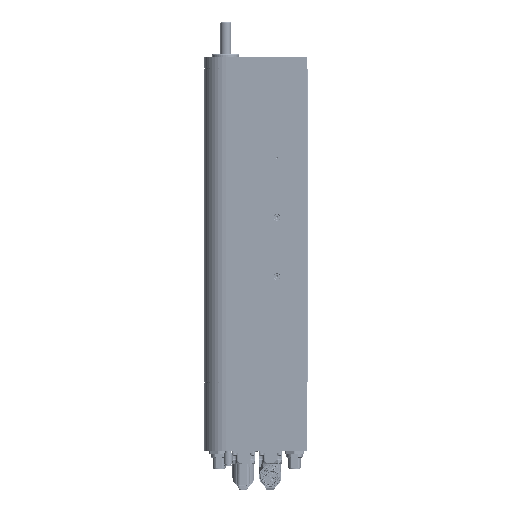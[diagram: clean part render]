
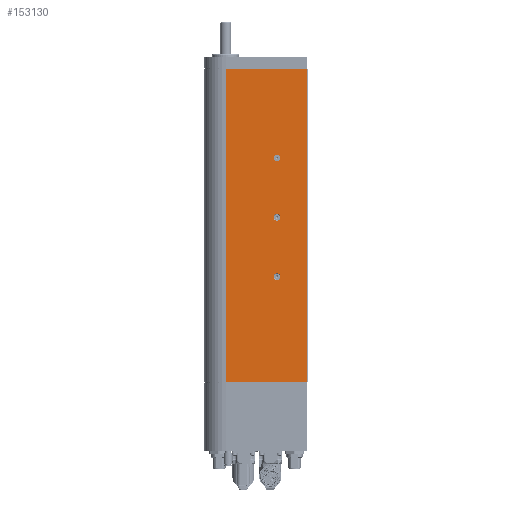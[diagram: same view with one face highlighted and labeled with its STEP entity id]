
A CAD part, left-side view. The second image highlights one B-rep face of the part: STEP entity #153130.
In plain terms, the highlighted face is planar.
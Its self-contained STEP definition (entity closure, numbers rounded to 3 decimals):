
#2355 = VERTEX_POINT ( 'NONE', #123714 ) ;
#9557 = CARTESIAN_POINT ( 'NONE',  ( 20., -47.5, 83. ) ) ;
#12945 = CARTESIAN_POINT ( 'NONE',  ( 20., -47.5, 134.85 ) ) ;
#17023 = EDGE_LOOP ( 'NONE', ( #61378, #92520, #41645, #150759 ) ) ;
#17112 = VECTOR ( 'NONE', #142338, 1000. ) ;
#17932 = DIRECTION ( 'NONE',  ( -1., 0., 0. ) ) ;
#19100 = EDGE_CURVE ( 'NONE', #166269, #166269, #42936, .T. ) ;
#20290 = CARTESIAN_POINT ( 'NONE',  ( 20., 0., 0. ) ) ;
#21715 = EDGE_CURVE ( 'NONE', #94956, #56838, #70624, .T. ) ;
#24131 = LINE ( 'NONE', #101520, #57299 ) ;
#25050 = ORIENTED_EDGE ( 'NONE', *, *, #61515, .F. ) ;
#28006 = ORIENTED_EDGE ( 'NONE', *, *, #76007, .F. ) ;
#28349 = CARTESIAN_POINT ( 'NONE',  ( 20., -47.5, 193. ) ) ;
#30211 = ORIENTED_EDGE ( 'NONE', *, *, #19100, .F. ) ;
#35874 = CARTESIAN_POINT ( 'NONE',  ( 20., -47.5, 138. ) ) ;
#36468 = DIRECTION ( 'NONE',  ( 0., 0., -1. ) ) ;
#39563 = CARTESIAN_POINT ( 'NONE',  ( 20., -47.5, 189.85 ) ) ;
#40780 = VERTEX_POINT ( 'NONE', #12945 ) ;
#41645 = ORIENTED_EDGE ( 'NONE', *, *, #185851, .T. ) ;
#42936 = CIRCLE ( 'NONE', #188603, 3.15 ) ;
#45174 = DIRECTION ( 'NONE',  ( 0., 0., -1. ) ) ;
#50082 = LINE ( 'NONE', #20290, #17112 ) ;
#52655 = CIRCLE ( 'NONE', #93885, 3.15 ) ;
#56838 = VERTEX_POINT ( 'NONE', #174005 ) ;
#57299 = VECTOR ( 'NONE', #162975, 1000. ) ;
#58184 = CARTESIAN_POINT ( 'NONE',  ( 20., -47.5, 79.85 ) ) ;
#60657 = DIRECTION ( 'NONE',  ( 0., -1., 0. ) ) ;
#60786 = CARTESIAN_POINT ( 'NONE',  ( 20., -75.5, 291. ) ) ;
#61378 = ORIENTED_EDGE ( 'NONE', *, *, #183016, .F. ) ;
#61515 = EDGE_CURVE ( 'NONE', #40780, #40780, #52655, .T. ) ;
#62738 = CARTESIAN_POINT ( 'NONE',  ( 20., 0., 0. ) ) ;
#62977 = EDGE_LOOP ( 'NONE', ( #25050 ) ) ;
#63139 = EDGE_LOOP ( 'NONE', ( #30211 ) ) ;
#63812 = CIRCLE ( 'NONE', #73301, 3.15 ) ;
#66269 = DIRECTION ( 'NONE',  ( 1., 0., 0. ) ) ;
#70624 = LINE ( 'NONE', #101401, #152828 ) ;
#71538 = LINE ( 'NONE', #72528, #93232 ) ;
#72528 = CARTESIAN_POINT ( 'NONE',  ( 20., 0., 291. ) ) ;
#73301 = AXIS2_PLACEMENT_3D ( 'NONE', #28349, #89835, #45174 ) ;
#75576 = PLANE ( 'NONE',  #148411 ) ;
#76007 = EDGE_CURVE ( 'NONE', #144725, #144725, #63812, .T. ) ;
#79863 = EDGE_CURVE ( 'NONE', #2355, #84106, #71538, .T. ) ;
#84106 = VERTEX_POINT ( 'NONE', #62738 ) ;
#89835 = DIRECTION ( 'NONE',  ( 1., 0., 0. ) ) ;
#92520 = ORIENTED_EDGE ( 'NONE', *, *, #21715, .T. ) ;
#93232 = VECTOR ( 'NONE', #162771, 1000. ) ;
#93885 = AXIS2_PLACEMENT_3D ( 'NONE', #35874, #96401, #156878 ) ;
#94956 = VERTEX_POINT ( 'NONE', #60786 ) ;
#96401 = DIRECTION ( 'NONE',  ( 1., 0., 0. ) ) ;
#101401 = CARTESIAN_POINT ( 'NONE',  ( 20., -75.5, 291. ) ) ;
#101520 = CARTESIAN_POINT ( 'NONE',  ( 20., 0., 291. ) ) ;
#107290 = FACE_OUTER_BOUND ( 'NONE', #17023, .T. ) ;
#109221 = FACE_BOUND ( 'NONE', #109507, .T. ) ;
#109507 = EDGE_LOOP ( 'NONE', ( #28006 ) ) ;
#123714 = CARTESIAN_POINT ( 'NONE',  ( 20., 0., 291. ) ) ;
#142338 = DIRECTION ( 'NONE',  ( 0., 1., 0. ) ) ;
#144725 = VERTEX_POINT ( 'NONE', #39563 ) ;
#146986 = DIRECTION ( 'NONE',  ( 0., 0., -1. ) ) ;
#148411 = AXIS2_PLACEMENT_3D ( 'NONE', #168733, #17932, #60657 ) ;
#150759 = ORIENTED_EDGE ( 'NONE', *, *, #79863, .F. ) ;
#150923 = FACE_BOUND ( 'NONE', #63139, .T. ) ;
#152828 = VECTOR ( 'NONE', #146986, 1000. ) ;
#153130 = ADVANCED_FACE ( 'NONE', ( #109221, #150923, #183573, #107290 ), #75576, .F. ) ;
#156878 = DIRECTION ( 'NONE',  ( 0., 0., -1. ) ) ;
#162771 = DIRECTION ( 'NONE',  ( 0., 0., -1. ) ) ;
#162975 = DIRECTION ( 'NONE',  ( 0., 1., 0. ) ) ;
#166269 = VERTEX_POINT ( 'NONE', #58184 ) ;
#168733 = CARTESIAN_POINT ( 'NONE',  ( 20., 0., 291. ) ) ;
#174005 = CARTESIAN_POINT ( 'NONE',  ( 20., -75.5, 0. ) ) ;
#183016 = EDGE_CURVE ( 'NONE', #94956, #2355, #24131, .T. ) ;
#183573 = FACE_BOUND ( 'NONE', #62977, .T. ) ;
#185851 = EDGE_CURVE ( 'NONE', #56838, #84106, #50082, .T. ) ;
#188603 = AXIS2_PLACEMENT_3D ( 'NONE', #9557, #66269, #36468 ) ;
